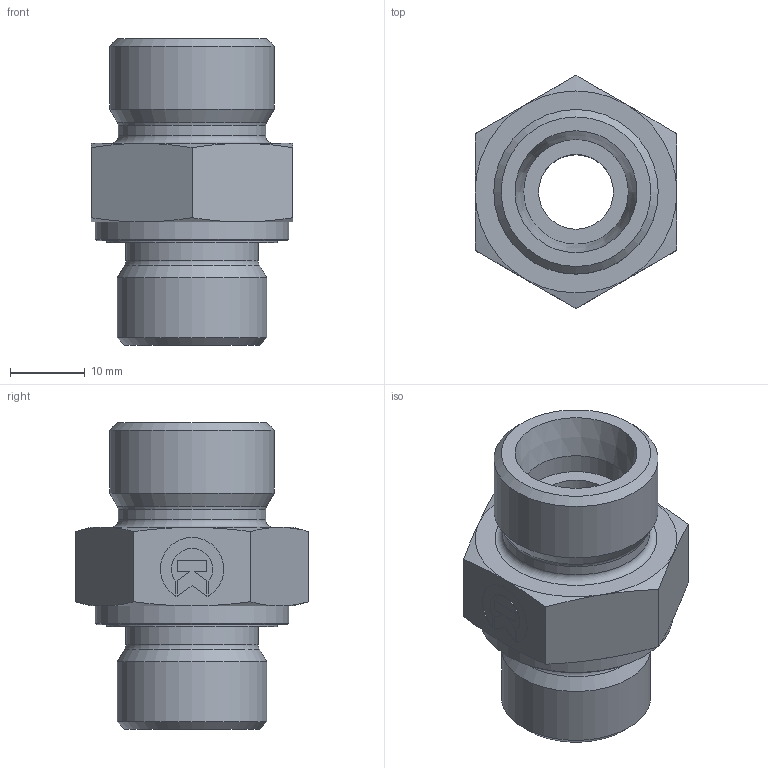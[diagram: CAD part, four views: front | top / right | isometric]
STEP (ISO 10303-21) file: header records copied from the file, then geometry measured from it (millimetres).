
FILE_DESCRIPTION((''),'2;1');
FILE_NAME('098142022Vi.stp','2014-07-29T16:12:05',(''),('KNOMI spol. s r. o.'),'Autodesk Inventor 2012','Autodesk Inventor 2012','');
FILE_SCHEMA(('AUTOMOTIVE_DESIGN { 1 2 10303 214 0 1 1 1 }'));
Length unit declared in the file: millimetre
Products named in the file (3): PHEM3 14SM Vi M20x1.5/M22x1; 099 14 2022; 609Vi2020
Assembly tree (2 placements, depth 2):
  PHEM3 14SM Vi M20x1.5/M22x1
    099 14 2022
    609Vi2020
Bounding box: 27.01 x 31.18 x 41 mm (x, y, z)
Volume: 13090 mm3; surface area: 6093.6 mm2
Topology: 2 solids, 2 shells, 91 faces, 211 edges, 133 vertices
Faces by surface type: plane 45, cone 27, cylinder 14, torus 5
Full cylindrical faces by diameter (mm): 10 x1, 14 x1, 17.7 x1, 17.8 x1, 19.7 x1, 20 x1, 22 x1, 22.9 x1, 23 x1, 25.9 x1
Entity records: 2577 total; most frequent: CARTESIAN_POINT 482, DIRECTION 398, ORIENTED_EDGE 368, EDGE_CURVE 184, AXIS2_PLACEMENT_3D 154, VERTEX_POINT 130, EDGE_LOOP 128, FACE_OUTER_BOUND 91
